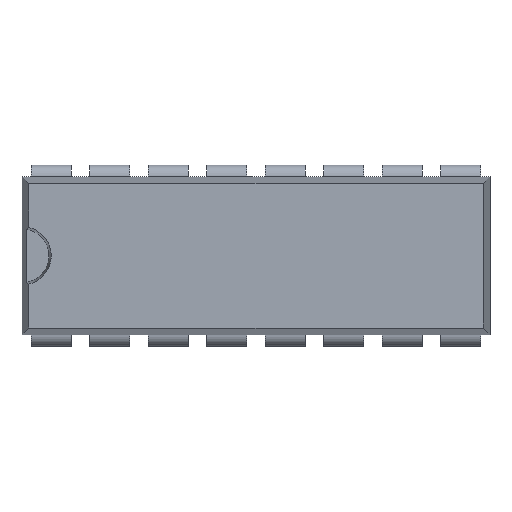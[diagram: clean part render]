
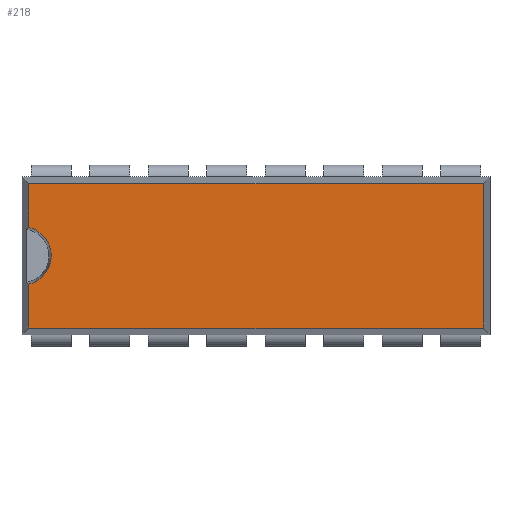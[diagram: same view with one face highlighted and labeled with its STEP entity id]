
A CAD part, top view. The second image highlights one B-rep face of the part: STEP entity #218.
In plain terms, the highlighted planar face has unit normal (0, 0, 1).
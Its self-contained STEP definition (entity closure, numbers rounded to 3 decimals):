
#218=ADVANCED_FACE('',(#3692),#3694,.T.);
#3692=FACE_BOUND('',#3693,.T.);
#3693=EDGE_LOOP('',(#6268,#6269,#6270,#6271,#6272,#6273));
#3694=PLANE('',#3695);
#3695=AXIS2_PLACEMENT_3D('',#3696,#3697,#3698);
#3696=CARTESIAN_POINT('',(0.,0.,5.33));
#3697=DIRECTION('',(0.,0.,1.));
#3698=DIRECTION('',(1.,0.,0.));
#6268=ORIENTED_EDGE('',*,*,#8000,.T.);
#6269=ORIENTED_EDGE('',*,*,#8001,.T.);
#6270=ORIENTED_EDGE('',*,*,#8002,.T.);
#6271=ORIENTED_EDGE('',*,*,#8003,.T.);
#6272=ORIENTED_EDGE('',*,*,#8004,.T.);
#6273=ORIENTED_EDGE('',*,*,#8005,.T.);
#8000=EDGE_CURVE('',#8866,#8867,#8868,.F.);
#8001=EDGE_CURVE('',#8867,#8869,#8870,.T.);
#8002=EDGE_CURVE('',#8869,#8871,#8872,.T.);
#8003=EDGE_CURVE('',#8871,#8873,#8874,.T.);
#8004=EDGE_CURVE('',#8873,#8875,#8876,.T.);
#8005=EDGE_CURVE('',#8875,#8866,#8877,.T.);
#8866=VERTEX_POINT('',#10264);
#8867=VERTEX_POINT('',#10265);
#8868=CIRCLE('',#10266,1.27);
#8869=VERTEX_POINT('',#10270);
#8870=LINE('',#10271,#10272);
#8871=VERTEX_POINT('',#10274);
#8872=LINE('',#10275,#10276);
#8873=VERTEX_POINT('',#10278);
#8874=LINE('',#10279,#10280);
#8875=VERTEX_POINT('',#10282);
#8876=LINE('',#10283,#10284);
#8877=LINE('',#10286,#10287);
#10264=CARTESIAN_POINT('',(-0.981,5.047,5.33));
#10265=CARTESIAN_POINT('',(-0.981,2.573,5.33));
#10266=AXIS2_PLACEMENT_3D('',#10267,#10268,#10269);
#10267=CARTESIAN_POINT('',(-1.27,3.81,5.33));
#10268=DIRECTION('',(0.,0.,1.));
#10269=DIRECTION('',(0.227,-0.974,0.));
#10270=CARTESIAN_POINT('',(-0.981,0.674,5.33));
#10271=CARTESIAN_POINT('',(-0.981,2.573,5.33));
#10272=VECTOR('',#10273,1.);
#10273=DIRECTION('',(0.,-1.,0.));
#10274=CARTESIAN_POINT('',(18.761,0.674,5.33));
#10275=CARTESIAN_POINT('',(-0.981,0.674,5.33));
#10276=VECTOR('',#10277,1.);
#10277=DIRECTION('',(1.,0.,0.));
#10278=CARTESIAN_POINT('',(18.761,6.946,5.33));
#10279=CARTESIAN_POINT('',(18.761,0.674,5.33));
#10280=VECTOR('',#10281,1.);
#10281=DIRECTION('',(0.,1.,0.));
#10282=CARTESIAN_POINT('',(-0.981,6.946,5.33));
#10283=CARTESIAN_POINT('',(18.761,6.946,5.33));
#10284=VECTOR('',#10285,1.);
#10285=DIRECTION('',(-1.,0.,0.));
#10286=CARTESIAN_POINT('',(-0.981,6.946,5.33));
#10287=VECTOR('',#10288,1.);
#10288=DIRECTION('',(0.,-1.,0.));
